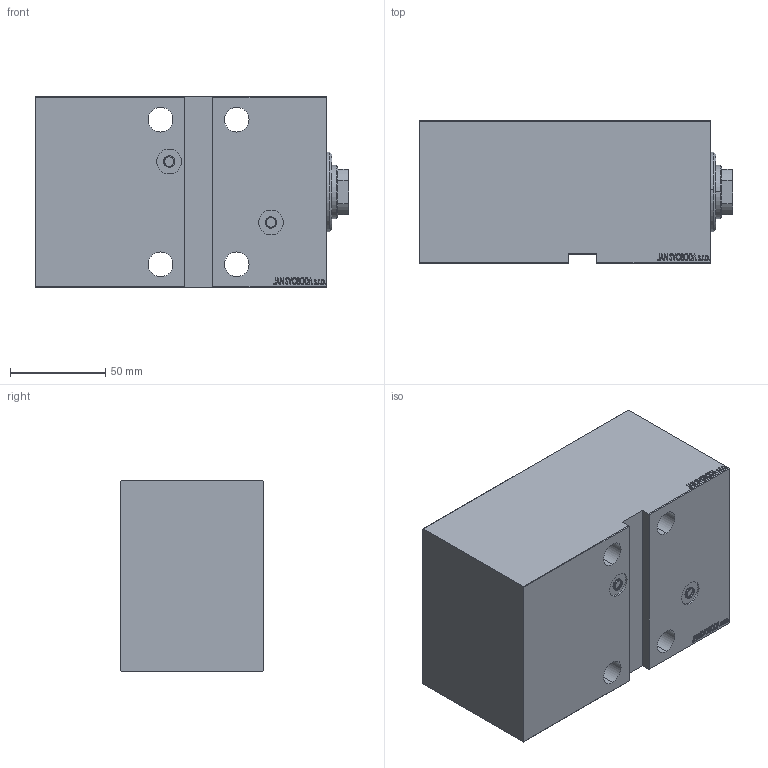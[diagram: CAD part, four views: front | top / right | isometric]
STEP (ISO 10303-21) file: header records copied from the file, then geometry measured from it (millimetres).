
FILE_DESCRIPTION (( 'STEP AP203' ), '1' );
FILE_NAME ('d932.STEP', '2024-02-11T13:27:19', ( '' ), ( '' ), 'SwSTEP 2.0', 'SolidWorks 2019', '' );
FILE_SCHEMA (( 'CONFIG_CONTROL_DESIGN' ));
Length unit declared in the file: millimetre
Products named in the file (5): d932; V450CM_G_VCP ee95fa6bba8b038e5487f888fcc9e15b; V450CM_G_Body ee95fa6bba8b038e5487f888fcc9e15b; Zatka_OIL_PORT ee95fa6bba8b038e5487f888fcc9e15b; V450CM_VC_G ee95fa6bba8b038e5487f888fcc9e15b
Assembly tree (5 placements, depth 2):
  d932
    V450CM_G_Body ee95fa6bba8b038e5487f888fcc9e15b
    V450CM_G_VCP ee95fa6bba8b038e5487f888fcc9e15b
    V450CM_VC_G ee95fa6bba8b038e5487f888fcc9e15b
    Zatka_OIL_PORT ee95fa6bba8b038e5487f888fcc9e15b  x2
Bounding box: 165 x 75 x 100 mm (x, y, z)
Volume: 972238.6 mm3; surface area: 135434.8 mm2
Topology: 5 solids, 5 shells, 896 faces, 2282 edges, 1509 vertices
Faces by surface type: plane 442, bspline 380, cylinder 56, cone 18
Entity records: 43799 total; most frequent: CARTESIAN_POINT 24470, ORIENTED_EDGE 4480, DIRECTION 2608, EDGE_CURVE 2240, VERTEX_POINT 1485, VECTOR 1346, LINE 1346, EDGE_LOOP 1001
